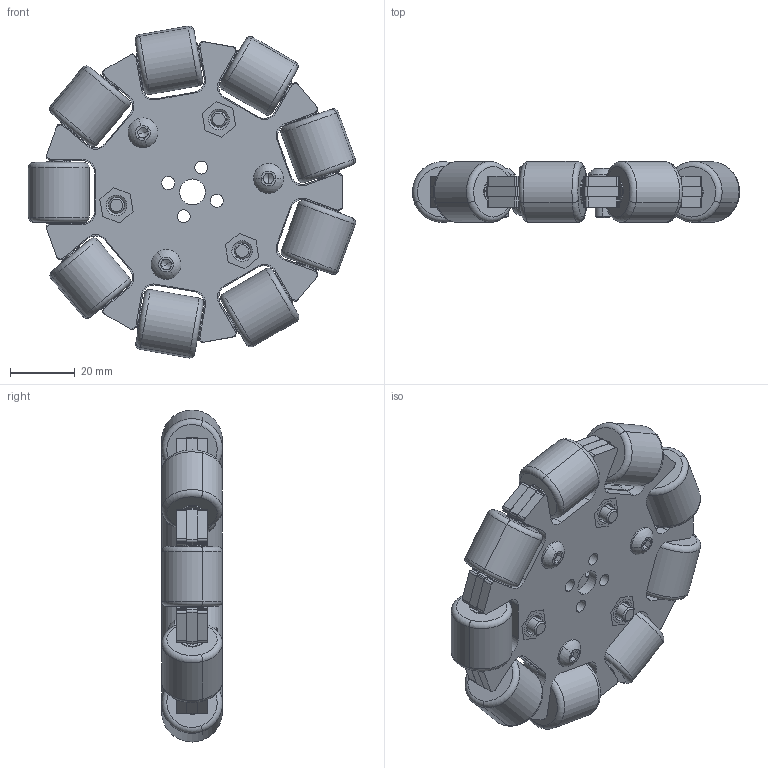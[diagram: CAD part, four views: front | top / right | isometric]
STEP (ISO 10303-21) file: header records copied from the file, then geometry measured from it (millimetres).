
FILE_DESCRIPTION (( 'STEP AP214' ), '1' );
FILE_NAME ('am-2948 4in Aluminum Omni FTC.STEP', '2016-11-28T15:24:18', ( '' ), ( '' ), 'SwSTEP 2.0', 'SolidWorks 2014', '' );
FILE_SCHEMA (( 'AUTOMOTIVE_DESIGN' ));
Length unit declared in the file: inch
Products named in the file (9): flush fastener_pmi_PreviewCfg; Omni roller; Axel Omni; Bushing Omni; Roller Rubber Omni; 4 Aluminum Omni Outside Plate; 4 Aluminum Omni Inside Plate FTC; am-2948 4in Aluminum Omni FTC; socket button head cap screw_ai_SBHCSCREW 0.19-32x0.5-HX-C
Assembly tree (28 placements, depth 3):
  am-2948 4in Aluminum Omni FTC
    4 Aluminum Omni Inside Plate FTC
    4 Aluminum Omni Outside Plate  x2
    Omni roller  x9
      Roller Rubber Omni
      Bushing Omni
      Axel Omni
    flush fastener_pmi_PreviewCfg  x6
    socket button head cap screw_ai_SBHCSCREW 0.19-32x0.5-HX-C  x6
Bounding box: 100.96 x 18.72 x 102.42 mm (x, y, z)
Volume: 80762.9 mm3; surface area: 53919.6 mm2
Topology: 51 solids, 51 shells, 1263 faces, 3081 edges, 1944 vertices
Faces by surface type: cylinder 537, plane 474, torus 180, cone 60, sphere 12
Entity records: 16114 total; most frequent: DIRECTION 2858, CARTESIAN_POINT 2718, ORIENTED_EDGE 2668, EDGE_CURVE 1334, AXIS2_PLACEMENT_3D 1017, VERTEX_POINT 877, LINE 824, VECTOR 824
